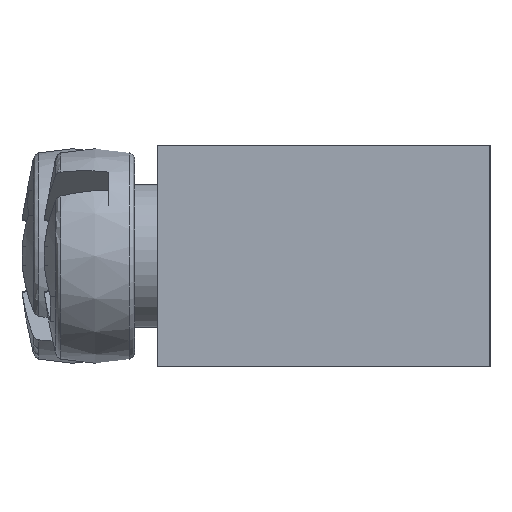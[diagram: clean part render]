
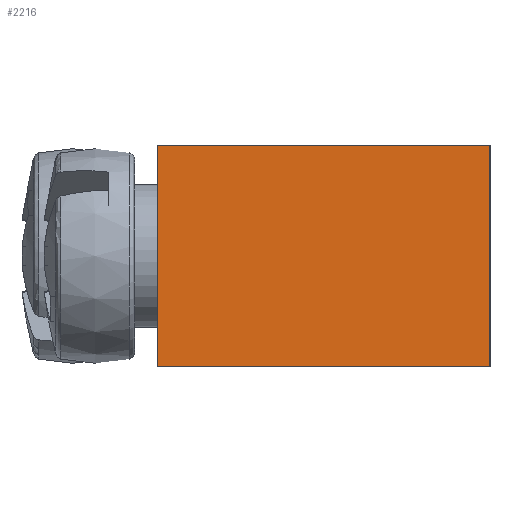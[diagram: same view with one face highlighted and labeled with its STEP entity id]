
A CAD part, left-side view. The second image highlights one B-rep face of the part: STEP entity #2216.
In plain terms, the highlighted planar face has unit normal (-1, 0, 0).
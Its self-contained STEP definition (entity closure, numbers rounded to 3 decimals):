
#127=LINE('',#3600,#161);
#129=LINE('',#3655,#163);
#134=LINE('',#4407,#168);
#135=LINE('',#4409,#169);
#161=VECTOR('',#2610,9.);
#163=VECTOR('',#2664,9.);
#168=VECTOR('',#3011,6.);
#169=VECTOR('',#3014,6.);
#196=PLANE('',#2469);
#717=FACE_OUTER_BOUND('',#1015,.T.);
#1015=EDGE_LOOP('',(#1803,#1804,#1805,#1806));
#1126=VERTEX_POINT('',#3593);
#1129=VERTEX_POINT('',#3598);
#1155=VERTEX_POINT('',#3652);
#1156=VERTEX_POINT('',#3654);
#1326=EDGE_CURVE('',#1129,#1126,#127,.T.);
#1352=EDGE_CURVE('',#1155,#1156,#129,.T.);
#1456=EDGE_CURVE('',#1156,#1129,#134,.T.);
#1457=EDGE_CURVE('',#1126,#1155,#135,.T.);
#1803=ORIENTED_EDGE('',*,*,#1456,.F.);
#1804=ORIENTED_EDGE('',*,*,#1352,.F.);
#1805=ORIENTED_EDGE('',*,*,#1457,.F.);
#1806=ORIENTED_EDGE('',*,*,#1326,.F.);
#2216=ADVANCED_FACE('',(#717),#196,.T.);
#2469=AXIS2_PLACEMENT_3D('',#4408,#3012,#3013);
#2610=DIRECTION('',(0.,1.,0.));
#2664=DIRECTION('',(0.,-1.,0.));
#3011=DIRECTION('',(0.,0.,-1.));
#3012=DIRECTION('center_axis',(-1.,0.,0.));
#3013=DIRECTION('ref_axis',(0.,-1.,0.));
#3014=DIRECTION('',(0.,0.,1.));
#3593=CARTESIAN_POINT('',(-84.,4.5,-3.));
#3598=CARTESIAN_POINT('',(-84.,-4.5,-3.));
#3600=CARTESIAN_POINT('',(-84.,-4.5,-3.));
#3652=CARTESIAN_POINT('',(-84.,4.5,3.));
#3654=CARTESIAN_POINT('',(-84.,-4.5,3.));
#3655=CARTESIAN_POINT('',(-84.,-4.5,3.));
#4407=CARTESIAN_POINT('',(-84.,-4.5,0.));
#4408=CARTESIAN_POINT('Origin',(-84.,4.5,0.));
#4409=CARTESIAN_POINT('',(-84.,4.5,0.));
